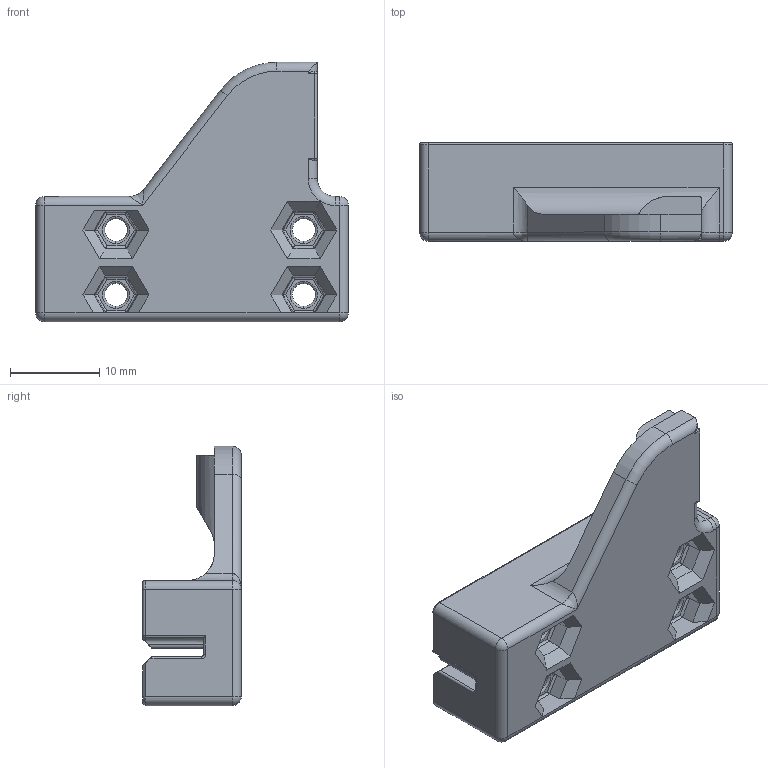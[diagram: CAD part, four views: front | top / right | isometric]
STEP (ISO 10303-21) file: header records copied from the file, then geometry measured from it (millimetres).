
FILE_DESCRIPTION (( 'STEP AP203' ), '1' );
FILE_NAME ('Belt Clampwithteethfillet_copy.STEP', '2014-08-03T20:17:37', ( '' ), ( '' ), 'SwSTEP 2.0', 'SolidWorks 2012', '' );
FILE_SCHEMA (( 'CONFIG_CONTROL_DESIGN' ));
Length unit declared in the file: millimetre
Products named in the file (1): Belt Clampwithteethfillet_copy
Bounding box: 35 x 11 x 29 mm (x, y, z)
Volume: 5346.2 mm3; surface area: 3392.7 mm2
Topology: 1 solids, 1 shells, 275 faces, 708 edges, 426 vertices
Faces by surface type: cylinder 119, plane 89, torus 56, sphere 8, cone 2, bspline 1
Entity records: 8652 total; most frequent: CARTESIAN_POINT 2126, ORIENTED_EDGE 1398, DIRECTION 1358, EDGE_CURVE 699, AXIS2_PLACEMENT_3D 519, VERTEX_POINT 426, VECTOR 320, LINE 320
